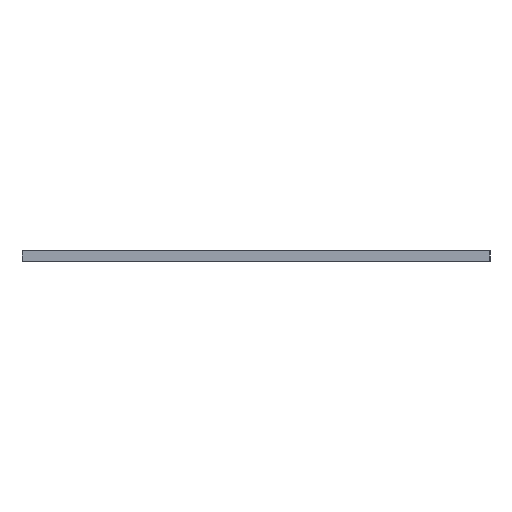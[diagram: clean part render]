
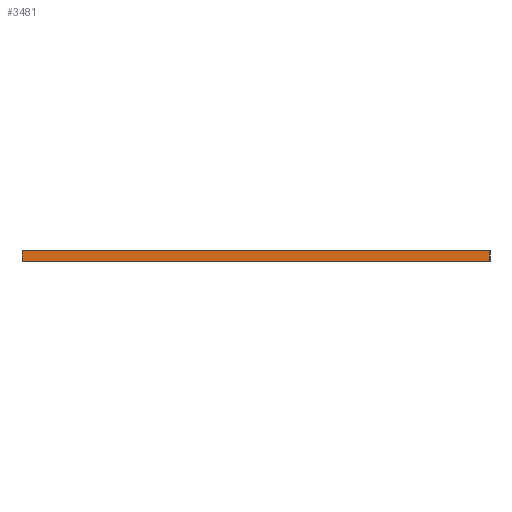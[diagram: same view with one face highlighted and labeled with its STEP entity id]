
A CAD part, left-side view. The second image highlights one B-rep face of the part: STEP entity #3481.
In plain terms, the highlighted planar face has unit normal (-1, 0, 0).
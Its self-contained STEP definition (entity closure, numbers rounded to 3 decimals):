
#243=PLANE('',#3817);
#403=FACE_OUTER_BOUND('',#563,.T.);
#563=EDGE_LOOP('',(#2923,#2924,#2925,#2926));
#1029=LINE('',#5712,#1347);
#1030=LINE('',#5715,#1348);
#1031=LINE('',#5717,#1349);
#1032=LINE('',#5718,#1350);
#1347=VECTOR('',#4759,10.);
#1348=VECTOR('',#4762,10.);
#1349=VECTOR('',#4763,10.);
#1350=VECTOR('',#4764,10.);
#1821=VERTEX_POINT('',#5708);
#1822=VERTEX_POINT('',#5710);
#1823=VERTEX_POINT('',#5714);
#1824=VERTEX_POINT('',#5716);
#2293=EDGE_CURVE('',#1821,#1822,#1029,.T.);
#2294=EDGE_CURVE('',#1821,#1823,#1030,.T.);
#2295=EDGE_CURVE('',#1824,#1822,#1031,.T.);
#2296=EDGE_CURVE('',#1823,#1824,#1032,.T.);
#2923=ORIENTED_EDGE('',*,*,#2294,.F.);
#2924=ORIENTED_EDGE('',*,*,#2293,.T.);
#2925=ORIENTED_EDGE('',*,*,#2295,.F.);
#2926=ORIENTED_EDGE('',*,*,#2296,.F.);
#3481=ADVANCED_FACE('',(#403),#243,.T.);
#3817=AXIS2_PLACEMENT_3D('',#5713,#4760,#4761);
#4759=DIRECTION('',(0.,0.,-1.));
#4760=DIRECTION('center_axis',(-1.,0.,0.));
#4761=DIRECTION('ref_axis',(0.,1.,0.));
#4762=DIRECTION('',(0.,-1.,0.));
#4763=DIRECTION('',(0.,1.,0.));
#4764=DIRECTION('',(0.,0.,-1.));
#5708=CARTESIAN_POINT('',(-241.,66.5,0.));
#5710=CARTESIAN_POINT('',(-241.,66.5,-3.));
#5712=CARTESIAN_POINT('',(-241.,66.5,0.));
#5713=CARTESIAN_POINT('Origin',(-241.,-66.5,0.));
#5714=CARTESIAN_POINT('',(-241.,-66.5,0.));
#5715=CARTESIAN_POINT('',(-241.,66.5,0.));
#5716=CARTESIAN_POINT('',(-241.,-66.5,-3.));
#5717=CARTESIAN_POINT('',(-241.,66.5,-3.));
#5718=CARTESIAN_POINT('',(-241.,-66.5,0.));
